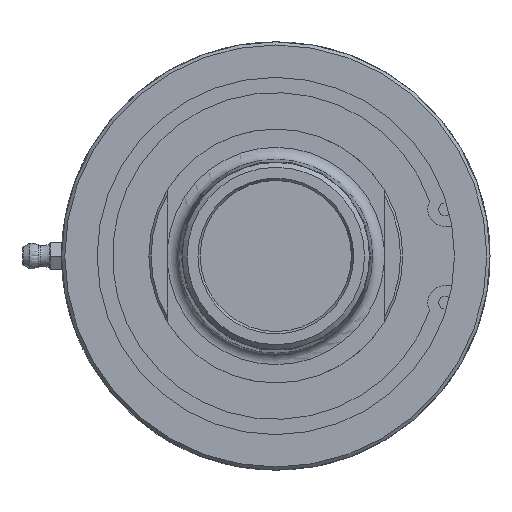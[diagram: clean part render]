
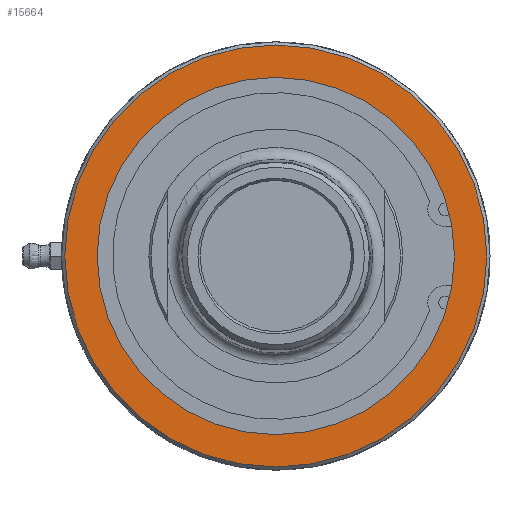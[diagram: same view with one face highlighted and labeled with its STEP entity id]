
A CAD part, left-side view. The second image highlights one B-rep face of the part: STEP entity #15664.
In plain terms, the highlighted planar face has unit normal (-1, 0, 0).
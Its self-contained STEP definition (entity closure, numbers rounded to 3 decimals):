
#780=PLANE('',#16647);
#883=FACE_BOUND('',#3168,.T.);
#1331=CIRCLE('',#16645,53.2);
#1332=CIRCLE('',#16648,45.035);
#2195=FACE_OUTER_BOUND('',#3167,.T.);
#3167=EDGE_LOOP('',(#14213));
#3168=EDGE_LOOP('',(#14214));
#7494=VERTEX_POINT('',#35509);
#7495=VERTEX_POINT('',#35514);
#9752=EDGE_CURVE('',#7494,#7494,#1331,.T.);
#9754=EDGE_CURVE('',#7495,#7495,#1332,.T.);
#14213=ORIENTED_EDGE('',*,*,#9752,.F.);
#14214=ORIENTED_EDGE('',*,*,#9754,.T.);
#15664=ADVANCED_FACE('',(#2195,#883),#780,.F.);
#16645=AXIS2_PLACEMENT_3D('',#35510,#19478,#19479);
#16647=AXIS2_PLACEMENT_3D('',#35513,#19483,#19484);
#16648=AXIS2_PLACEMENT_3D('',#35515,#19485,#19486);
#19478=DIRECTION('center_axis',(1.,0.,0.));
#19479=DIRECTION('ref_axis',(0.,-1.,0.));
#19483=DIRECTION('center_axis',(1.,0.,0.));
#19484=DIRECTION('ref_axis',(0.,0.,-1.));
#19485=DIRECTION('center_axis',(1.,0.,0.));
#19486=DIRECTION('ref_axis',(0.,1.,0.));
#35509=CARTESIAN_POINT('',(2.,53.2,0.));
#35510=CARTESIAN_POINT('Origin',(2.,0.,0.));
#35513=CARTESIAN_POINT('Origin',(2.,27.,0.));
#35514=CARTESIAN_POINT('',(2.,-45.035,0.));
#35515=CARTESIAN_POINT('Origin',(2.,0.,0.));
